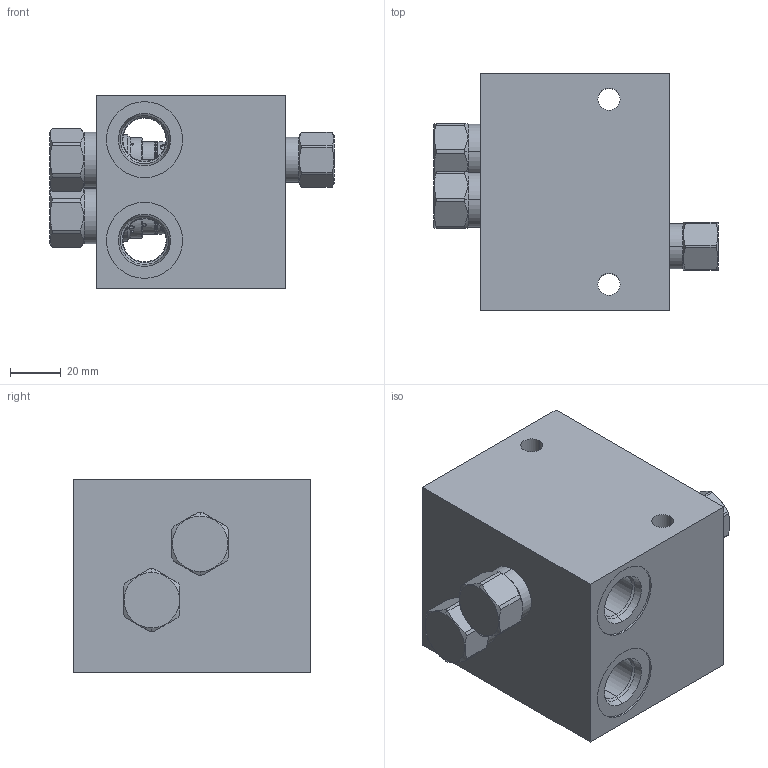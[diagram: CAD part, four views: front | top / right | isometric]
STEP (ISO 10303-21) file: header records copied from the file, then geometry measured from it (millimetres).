
FILE_DESCRIPTION((''),'2;1');
FILE_NAME('FHE_ASM','2022-05-11T',('ProEService'),(''),'PRO/ENGINEER BY PARAMETRIC TECHNOLOGY CORPORATION, 2014200','PRO/ENGINEER BY PARAMETRIC TECHNOLOGY CORPORATION, 2014200','');
FILE_SCHEMA(('CONFIG_CONTROL_DESIGN'));
Length unit declared in the file: inch
Products named in the file (4): 154-362-005; CSAWEXN; CXDAXAN; FHE_ASM
Assembly tree (4 placements, depth 2):
  FHE_ASM
    154-362-005
    CSAWEXN
    CXDAXAN  x2
Bounding box: 112.09 x 93.68 x 76.2 mm (x, y, z)
Volume: 448960.9 mm3; surface area: 82595.1 mm2
Topology: 8 solids, 8 shells, 693 faces, 2048 edges, 1566 vertices
Faces by surface type: cylinder 325, cone 171, plane 103, torus 74, revolution 20
Entity records: 20558 total; most frequent: CARTESIAN_POINT 6819, DIRECTION 2945, ORIENTED_EDGE 2322, EDGE_CURVE 1161, AXIS2_PLACEMENT_3D 1071, VECTOR 789, LINE 789, VERTEX_POINT 705
